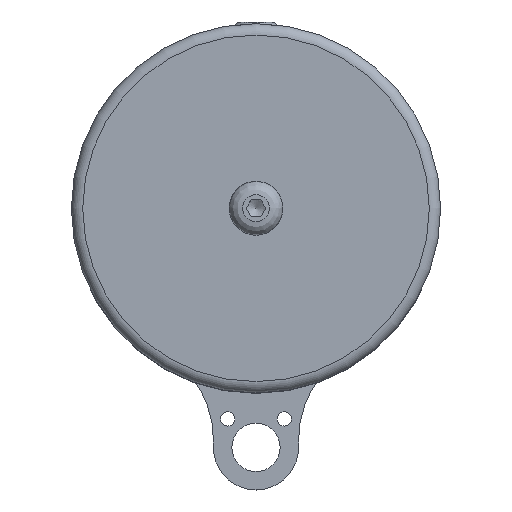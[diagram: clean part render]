
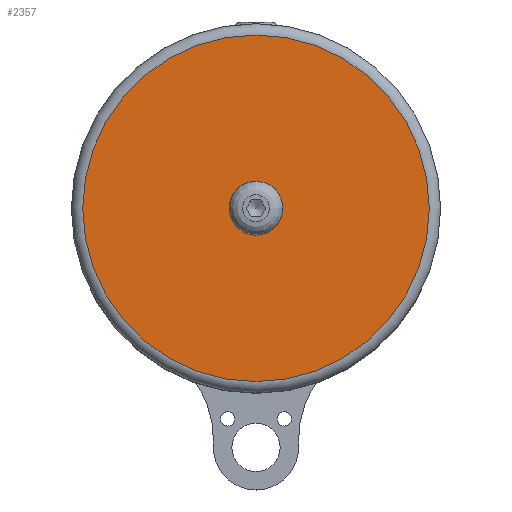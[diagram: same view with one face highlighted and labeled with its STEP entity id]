
A CAD part, top view. The second image highlights one B-rep face of the part: STEP entity #2357.
In plain terms, the highlighted planar face has unit normal (0, 0, 1).
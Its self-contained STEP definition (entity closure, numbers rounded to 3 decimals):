
#91=FACE_BOUND('',#346,.T.);
#131=PLANE('',#2533);
#216=FACE_OUTER_BOUND('',#345,.T.);
#345=EDGE_LOOP('',(#1591,#1592));
#346=EDGE_LOOP('',(#1593,#1594));
#724=CIRCLE('',#2486,2.5);
#725=CIRCLE('',#2487,2.5);
#752=CIRCLE('',#2530,30.5);
#753=CIRCLE('',#2531,30.5);
#894=VERTEX_POINT('',#3503);
#895=VERTEX_POINT('',#3504);
#933=VERTEX_POINT('',#3651);
#934=VERTEX_POINT('',#3652);
#1139=EDGE_CURVE('',#894,#895,#724,.T.);
#1140=EDGE_CURVE('',#895,#894,#725,.T.);
#1191=EDGE_CURVE('',#933,#934,#752,.T.);
#1192=EDGE_CURVE('',#934,#933,#753,.T.);
#1591=ORIENTED_EDGE('',*,*,#1191,.T.);
#1592=ORIENTED_EDGE('',*,*,#1192,.T.);
#1593=ORIENTED_EDGE('',*,*,#1139,.T.);
#1594=ORIENTED_EDGE('',*,*,#1140,.T.);
#2357=ADVANCED_FACE('',(#216,#91),#131,.T.);
#2486=AXIS2_PLACEMENT_3D('',#3505,#2787,#2788);
#2487=AXIS2_PLACEMENT_3D('',#3506,#2789,#2790);
#2530=AXIS2_PLACEMENT_3D('',#3653,#2892,#2893);
#2531=AXIS2_PLACEMENT_3D('',#3654,#2894,#2895);
#2533=AXIS2_PLACEMENT_3D('',#3656,#2898,#2899);
#2787=DIRECTION('center_axis',(0.,0.,
-1.));
#2788=DIRECTION('ref_axis',(1.,0.,0.));
#2789=DIRECTION('center_axis',(0.,0.,
-1.));
#2790=DIRECTION('ref_axis',(1.,0.,0.));
#2892=DIRECTION('center_axis',(0.,0.,
1.));
#2893=DIRECTION('ref_axis',(-1.,0.,0.));
#2894=DIRECTION('center_axis',(0.,0.,
1.));
#2895=DIRECTION('ref_axis',(-1.,0.,0.));
#2898=DIRECTION('center_axis',(0.,0.,
1.));
#2899=DIRECTION('ref_axis',(1.,0.,0.));
#3503=CARTESIAN_POINT('',(2.5,0.,32.));
#3504=CARTESIAN_POINT('',(0.,-2.5,32.));
#3505=CARTESIAN_POINT('Origin',(0.,0.,
32.));
#3506=CARTESIAN_POINT('Origin',(0.,0.,
32.));
#3651=CARTESIAN_POINT('',(0.,30.5,32.));
#3652=CARTESIAN_POINT('',(-30.5,0.,32.));
#3653=CARTESIAN_POINT('Origin',(0.,0.,
32.));
#3654=CARTESIAN_POINT('Origin',(0.,0.,
32.));
#3656=CARTESIAN_POINT('Origin',(0.,0.,
32.));
